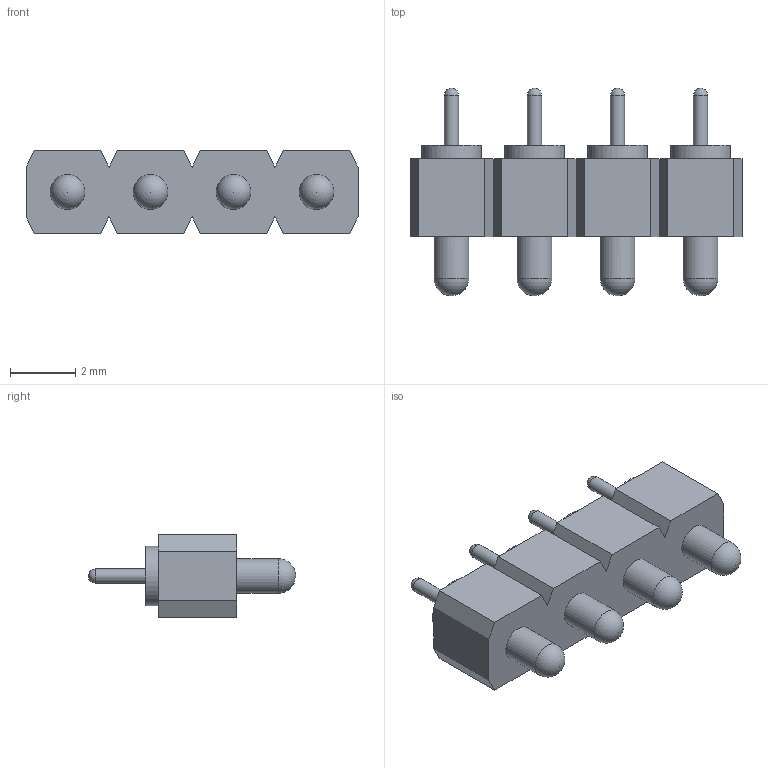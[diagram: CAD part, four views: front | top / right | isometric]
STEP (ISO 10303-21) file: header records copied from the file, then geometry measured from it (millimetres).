
FILE_DESCRIPTION(/* description */ (''),/* implementation_level */ '2;1');
FILE_NAME(/* name */ 'POGO_pins_export.step',/* time_stamp */ '2020-08-03T14:52:10-04:00',/* author */ (''),/* organization */ (''),/* preprocessor_version */ 'ST-DEVELOPER v18.1',/* originating_system */ 'Autodesk Translation Framework v9.3.0.1241',/* authorisation */ '');
FILE_SCHEMA (('AUTOMOTIVE_DESIGN { 1 0 10303 214 3 1 1 }'));
Length unit declared in the file: inch
Products named in the file (2): P-TET-000029 Sensirion comm PCB; V-MMX-821-22-004-10-002101
Assembly tree (1 placements, depth 2):
  P-TET-000029 Sensirion comm PCB
    V-MMX-821-22-004-10-002101
Bounding box: 10.16 x 6.35 x 2.54 mm (x, y, z)
Volume: 70.2 mm3; surface area: 156.2 mm2
Topology: 1 solids, 1 shells, 52 faces, 134 edges, 88 vertices
Faces by surface type: plane 32, cylinder 12, sphere 8
Full cylindrical faces by diameter (mm): 0.432 x4, 1.067 x4, 1.829 x4
Entity records: 1635 total; most frequent: DIRECTION 272, CARTESIAN_POINT 269, ORIENTED_EDGE 252, EDGE_CURVE 126, AXIS2_PLACEMENT_3D 91, LINE 90, VECTOR 90, VERTEX_POINT 88
